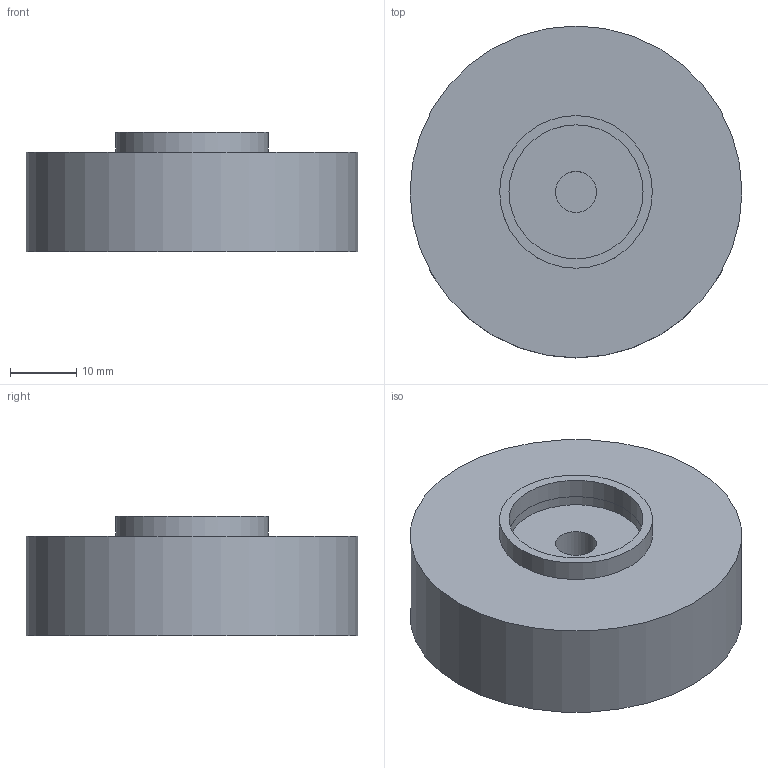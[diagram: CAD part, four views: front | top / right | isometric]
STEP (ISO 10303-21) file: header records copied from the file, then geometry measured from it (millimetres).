
FILE_DESCRIPTION(('FreeCAD Model'),'2;1');
FILE_NAME('Open CASCADE Shape Model','2025-09-16T16:21:02',(''),(''), 'Open CASCADE STEP processor 7.8','FreeCAD','Unknown');
FILE_SCHEMA(('AUTOMOTIVE_DESIGN { 1 0 10303 214 1 1 1 1 }'));
Length unit declared in the file: millimetre
Products named in the file (1): Handwheel
Bounding box: 50 x 50 x 18 mm (x, y, z)
Volume: 27744.1 mm3; surface area: 7284.7 mm2
Topology: 1 solids, 1 shells, 12 faces, 22 edges, 13 vertices
Faces by surface type: cylinder 5, plane 5, sphere 2
Full cylindrical faces by diameter (mm): 6.2 x1, 20.2 x2, 23 x1, 50 x1
Entity records: 543 total; most frequent: CARTESIAN_POINT 92, DIRECTION 91, ORIENTED_EDGE 36, PCURVE 36, DEFINITIONAL_REPRESENTATION 36, LINE 29, VECTOR 29, AXIS2_PLACEMENT_3D 26
